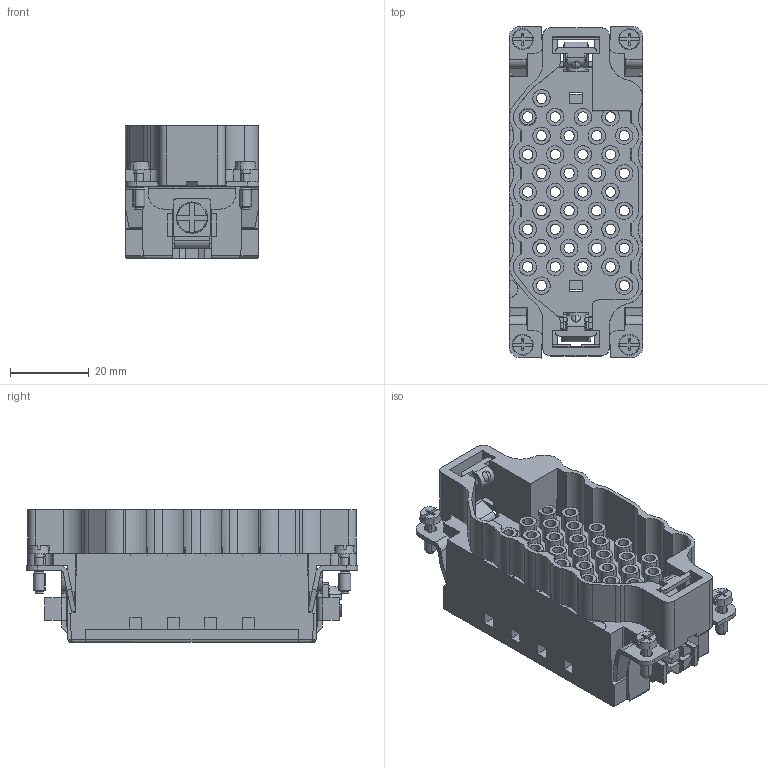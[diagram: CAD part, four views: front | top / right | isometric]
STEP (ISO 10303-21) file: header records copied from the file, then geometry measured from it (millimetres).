
FILE_DESCRIPTION(('CATIA V5 STEP Exchange','CAx-IF Rec.Pracs.--- Model Styling and Organization---1.4--- 2014-01-23'),'2;1');
FILE_NAME ('015685-2_1_1528370000_1528370000.stp','2020-09-21T06:32:08+00:00',('none'),('Weidmueller'),'CATIA Version 5-6 Release 2016 SP3 HF44','CATIA V5 STEP AP214','none');
FILE_SCHEMA(('AUTOMOTIVE_DESIGN { 1 0 10303 214 1 1 1 1 }'));
Products named in the file (1): 1528370000
Bounding box: 33.9 x 84.2 x 33.65 mm (x, y, z)
Volume: 33396 mm3; surface area: 40629.6 mm2
Topology: 10 solids, 12 shells, 2060 faces, 5736 edges, 3775 vertices
Faces by surface type: plane 862, cylinder 715, cone 292, torus 171, sphere 12, bspline 8
Entity records: 69184 total; most frequent: CARTESIAN_POINT 16988, ORIENTED_EDGE 11456, DIRECTION 8487, EDGE_CURVE 5728, VERTEX_POINT 3775, AXIS2_PLACEMENT_3D 3751, VECTOR 3042, LINE 3042
